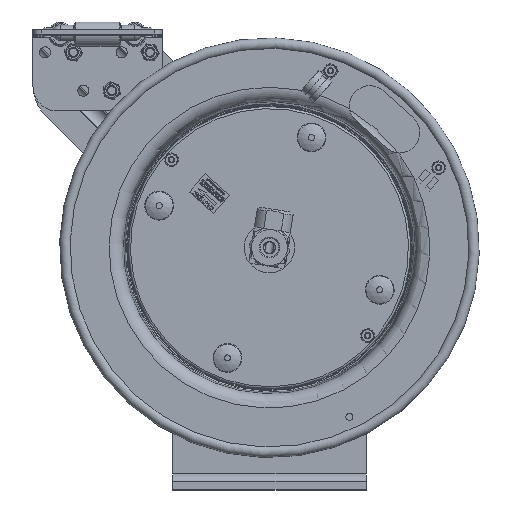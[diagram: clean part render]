
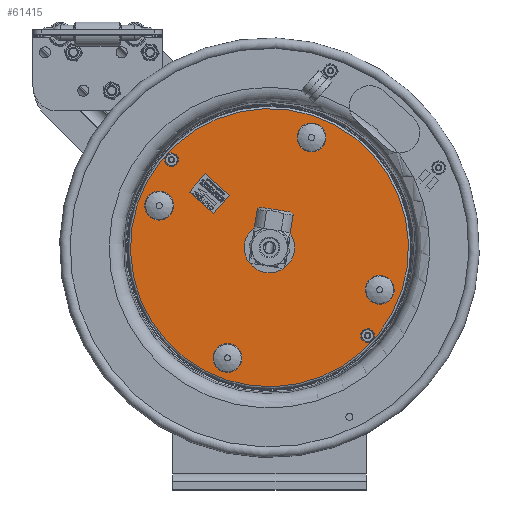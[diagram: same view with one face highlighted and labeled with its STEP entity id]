
A CAD part, top view. The second image highlights one B-rep face of the part: STEP entity #61415.
In plain terms, the highlighted planar face has unit normal (0, 0, 1).
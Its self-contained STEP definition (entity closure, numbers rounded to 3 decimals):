
#3359=FACE_BOUND('',#8692,.T.);
#3360=FACE_BOUND('',#8693,.T.);
#3361=FACE_BOUND('',#8694,.T.);
#3362=FACE_BOUND('',#8695,.T.);
#3363=FACE_BOUND('',#8696,.T.);
#3364=FACE_BOUND('',#8697,.T.);
#3365=FACE_BOUND('',#8698,.T.);
#4112=CIRCLE('',#64445,0.447);
#4114=CIRCLE('',#64447,0.447);
#4118=CIRCLE('',#64454,0.447);
#4120=CIRCLE('',#64456,0.447);
#4121=CIRCLE('',#64458,4.308);
#4122=CIRCLE('',#64459,4.308);
#4123=CIRCLE('',#64460,0.656);
#4124=CIRCLE('',#64461,0.447);
#4125=CIRCLE('',#64462,0.447);
#4126=CIRCLE('',#64463,0.447);
#4127=CIRCLE('',#64464,0.447);
#4128=CIRCLE('',#64465,0.11);
#4129=CIRCLE('',#64466,0.11);
#6251=FACE_OUTER_BOUND('',#8691,.T.);
#8691=EDGE_LOOP('',(#43689,#43690));
#8692=EDGE_LOOP('',(#43691));
#8693=EDGE_LOOP('',(#43692,#43693));
#8694=EDGE_LOOP('',(#43694,#43695));
#8695=EDGE_LOOP('',(#43696,#43697));
#8696=EDGE_LOOP('',(#43698,#43699));
#8697=EDGE_LOOP('',(#43700));
#8698=EDGE_LOOP('',(#43701));
#24245=VERTEX_POINT('',#83581);
#24246=VERTEX_POINT('',#83582);
#24250=VERTEX_POINT('',#83595);
#24251=VERTEX_POINT('',#83596);
#24252=VERTEX_POINT('',#83601);
#24253=VERTEX_POINT('',#83602);
#24254=VERTEX_POINT('',#83605);
#24255=VERTEX_POINT('',#83607);
#24256=VERTEX_POINT('',#83608);
#24257=VERTEX_POINT('',#83611);
#24258=VERTEX_POINT('',#83612);
#24259=VERTEX_POINT('',#83615);
#24260=VERTEX_POINT('',#83617);
#32497=EDGE_CURVE('',#24245,#24246,#4112,.T.);
#32499=EDGE_CURVE('',#24246,#24245,#4114,.T.);
#32503=EDGE_CURVE('',#24250,#24251,#4118,.T.);
#32505=EDGE_CURVE('',#24251,#24250,#4120,.T.);
#32506=EDGE_CURVE('',#24252,#24253,#4121,.T.);
#32507=EDGE_CURVE('',#24253,#24252,#4122,.T.);
#32508=EDGE_CURVE('',#24254,#24254,#4123,.T.);
#32509=EDGE_CURVE('',#24255,#24256,#4124,.T.);
#32510=EDGE_CURVE('',#24256,#24255,#4125,.T.);
#32511=EDGE_CURVE('',#24257,#24258,#4126,.T.);
#32512=EDGE_CURVE('',#24258,#24257,#4127,.T.);
#32513=EDGE_CURVE('',#24259,#24259,#4128,.T.);
#32514=EDGE_CURVE('',#24260,#24260,#4129,.T.);
#43689=ORIENTED_EDGE('',*,*,#32506,.F.);
#43690=ORIENTED_EDGE('',*,*,#32507,.F.);
#43691=ORIENTED_EDGE('',*,*,#32508,.T.);
#43692=ORIENTED_EDGE('',*,*,#32503,.F.);
#43693=ORIENTED_EDGE('',*,*,#32505,.F.);
#43694=ORIENTED_EDGE('',*,*,#32509,.F.);
#43695=ORIENTED_EDGE('',*,*,#32510,.F.);
#43696=ORIENTED_EDGE('',*,*,#32497,.F.);
#43697=ORIENTED_EDGE('',*,*,#32499,.F.);
#43698=ORIENTED_EDGE('',*,*,#32511,.F.);
#43699=ORIENTED_EDGE('',*,*,#32512,.F.);
#43700=ORIENTED_EDGE('',*,*,#32513,.T.);
#43701=ORIENTED_EDGE('',*,*,#32514,.T.);
#57676=PLANE('',#64457);
#61415=ADVANCED_FACE('',(#6251,#3359,#3360,#3361,#3362,#3363,#3364,#3365),
#57676,.T.);
#64445=AXIS2_PLACEMENT_3D('',#83583,#69212,#69213);
#64447=AXIS2_PLACEMENT_3D('',#83585,#69216,#69217);
#64454=AXIS2_PLACEMENT_3D('',#83597,#69230,#69231);
#64456=AXIS2_PLACEMENT_3D('',#83599,#69234,#69235);
#64457=AXIS2_PLACEMENT_3D('',#83600,#69236,#69237);
#64458=AXIS2_PLACEMENT_3D('',#83603,#69238,#69239);
#64459=AXIS2_PLACEMENT_3D('',#83604,#69240,#69241);
#64460=AXIS2_PLACEMENT_3D('',#83606,#69242,#69243);
#64461=AXIS2_PLACEMENT_3D('',#83609,#69244,#69245);
#64462=AXIS2_PLACEMENT_3D('',#83610,#69246,#69247);
#64463=AXIS2_PLACEMENT_3D('',#83613,#69248,#69249);
#64464=AXIS2_PLACEMENT_3D('',#83614,#69250,#69251);
#64465=AXIS2_PLACEMENT_3D('',#83616,#69252,#69253);
#64466=AXIS2_PLACEMENT_3D('',#83618,#69254,#69255);
#69212=DIRECTION('center_axis',(0.,0.,
1.));
#69213=DIRECTION('ref_axis',(-0.468,-0.884,0.));
#69216=DIRECTION('center_axis',(0.,0.,
1.));
#69217=DIRECTION('ref_axis',(-0.468,-0.884,0.));
#69230=DIRECTION('center_axis',(0.,0.,
1.));
#69231=DIRECTION('ref_axis',(-0.468,-0.884,0.));
#69234=DIRECTION('center_axis',(0.,0.,
1.));
#69235=DIRECTION('ref_axis',(-0.468,-0.884,0.));
#69236=DIRECTION('center_axis',(0.,0.,
1.));
#69237=DIRECTION('ref_axis',(-0.884,0.468,0.));
#69238=DIRECTION('center_axis',(0.,0.,
-1.));
#69239=DIRECTION('ref_axis',(0.468,0.884,0.));
#69240=DIRECTION('center_axis',(0.,0.,
-1.));
#69241=DIRECTION('ref_axis',(0.468,0.884,0.));
#69242=DIRECTION('center_axis',(0.,0.,
-1.));
#69243=DIRECTION('ref_axis',(0.468,0.884,0.));
#69244=DIRECTION('center_axis',(0.,0.,
1.));
#69245=DIRECTION('ref_axis',(-0.468,-0.884,0.));
#69246=DIRECTION('center_axis',(0.,0.,
1.));
#69247=DIRECTION('ref_axis',(-0.468,-0.884,0.));
#69248=DIRECTION('center_axis',(0.,0.,
1.));
#69249=DIRECTION('ref_axis',(-0.468,-0.884,0.));
#69250=DIRECTION('center_axis',(0.,0.,
1.));
#69251=DIRECTION('ref_axis',(-0.468,-0.884,0.));
#69252=DIRECTION('center_axis',(0.,0.,
-1.));
#69253=DIRECTION('ref_axis',(0.884,-0.468,0.));
#69254=DIRECTION('center_axis',(0.,0.,
-1.));
#69255=DIRECTION('ref_axis',(0.884,-0.468,0.));
#83581=CARTESIAN_POINT('',(1.094,3.02,3.142));
#83582=CARTESIAN_POINT('',(1.697,3.206,3.142));
#83583=CARTESIAN_POINT('Origin',(1.303,3.415,3.142));
#83585=CARTESIAN_POINT('Origin',(1.303,3.415,3.142));
#83595=CARTESIAN_POINT('',(-1.511,-3.81,3.142));
#83596=CARTESIAN_POINT('',(-0.908,-3.624,3.142));
#83597=CARTESIAN_POINT('Origin',(-1.303,-3.415,3.142));
#83599=CARTESIAN_POINT('Origin',(-1.303,-3.415,3.142));
#83600=CARTESIAN_POINT('Origin',(1.16,2.194,3.142));
#83601=CARTESIAN_POINT('',(2.014,3.808,3.142));
#83602=CARTESIAN_POINT('',(-3.808,2.014,3.142));
#83603=CARTESIAN_POINT('Origin',(0.,0.,
3.142));
#83604=CARTESIAN_POINT('Origin',(0.,0.,
3.142));
#83605=CARTESIAN_POINT('',(0.307,0.58,3.142));
#83606=CARTESIAN_POINT('Origin',(0.,0.,
3.142));
#83607=CARTESIAN_POINT('',(-3.624,0.908,3.142));
#83608=CARTESIAN_POINT('',(-3.02,1.094,3.142));
#83609=CARTESIAN_POINT('Origin',(-3.415,1.303,3.142));
#83610=CARTESIAN_POINT('Origin',(-3.415,1.303,3.142));
#83611=CARTESIAN_POINT('',(3.206,-1.697,3.142));
#83612=CARTESIAN_POINT('',(3.81,-1.511,3.142));
#83613=CARTESIAN_POINT('Origin',(3.415,-1.303,3.142));
#83614=CARTESIAN_POINT('Origin',(3.415,-1.303,3.142));
#83615=CARTESIAN_POINT('',(3.135,-2.775,3.142));
#83616=CARTESIAN_POINT('Origin',(3.038,-2.724,3.142));
#83617=CARTESIAN_POINT('',(-2.941,2.672,3.142));
#83618=CARTESIAN_POINT('Origin',(-3.038,2.724,3.142));
